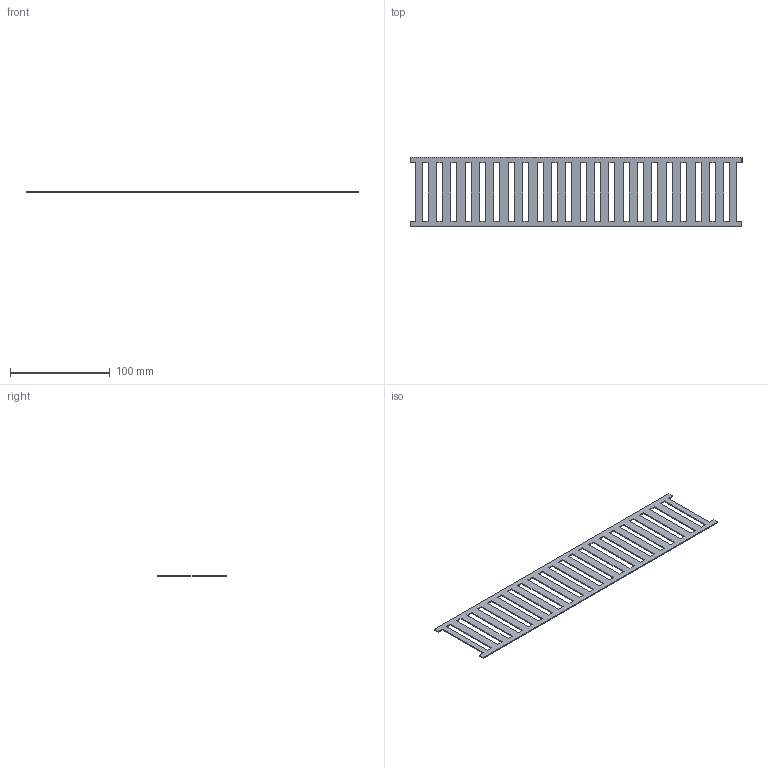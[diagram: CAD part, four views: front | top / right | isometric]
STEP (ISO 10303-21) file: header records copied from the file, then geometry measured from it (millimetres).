
FILE_DESCRIPTION(/* description */ (''),/* implementation_level */ '2;1');
FILE_NAME(/* name */ '0_15m_Joch_Gerade_Schablone_v7.step',/* time_stamp */ '2021-12-30T11:26:02+01:00',/* author */ (''),/* organization */ (''),/* preprocessor_version */ 'ST-DEVELOPER v18.1',/* originating_system */ 'Autodesk Translation Framework v10.10.0.1391',/* authorisation */ '');
FILE_SCHEMA (('AUTOMOTIVE_DESIGN { 1 0 10303 214 3 1 1 }'));
Length unit declared in the file: millimetre
Products named in the file (1): 0_15m_Joch_Gerade_Schablone
Bounding box: 332.7 x 69.53 x 1 mm (x, y, z)
Volume: 14752.9 mm3; surface area: 33159.1 mm2
Topology: 1 solids, 1 shells, 102 faces, 300 edges, 200 vertices
Faces by surface type: plane 102
Entity records: 3445 total; most frequent: CARTESIAN_POINT 603, ORIENTED_EDGE 600, DIRECTION 506, LINE 300, VECTOR 300, EDGE_CURVE 300, VERTEX_POINT 200, EDGE_LOOP 146
